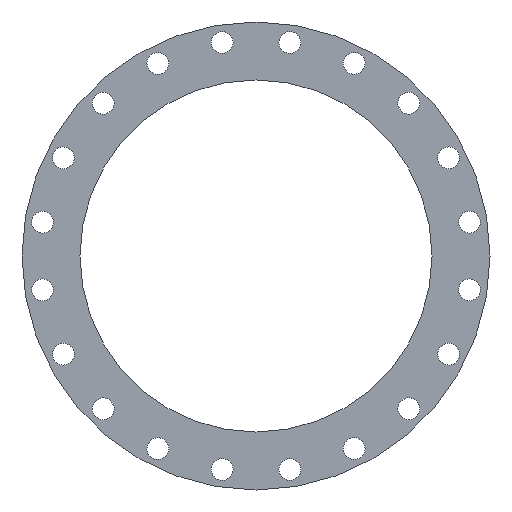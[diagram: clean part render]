
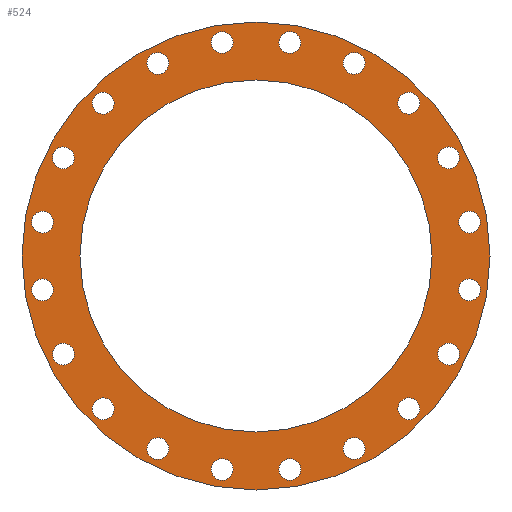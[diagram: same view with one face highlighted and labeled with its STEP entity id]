
A CAD part, front view. The second image highlights one B-rep face of the part: STEP entity #524.
In plain terms, the highlighted planar face has unit normal (0, -1, 0).
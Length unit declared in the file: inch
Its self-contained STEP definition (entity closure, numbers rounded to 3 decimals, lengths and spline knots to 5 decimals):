
#36=FACE_BOUND('',#128,.T.);
#37=FACE_BOUND('',#129,.T.);
#38=FACE_BOUND('',#130,.T.);
#39=FACE_BOUND('',#131,.T.);
#40=FACE_BOUND('',#132,.T.);
#41=FACE_BOUND('',#133,.T.);
#42=FACE_BOUND('',#134,.T.);
#43=FACE_BOUND('',#135,.T.);
#44=FACE_BOUND('',#136,.T.);
#45=FACE_BOUND('',#137,.T.);
#46=FACE_BOUND('',#138,.T.);
#47=FACE_BOUND('',#139,.T.);
#48=FACE_BOUND('',#140,.T.);
#49=FACE_BOUND('',#141,.T.);
#50=FACE_BOUND('',#142,.T.);
#51=FACE_BOUND('',#143,.T.);
#52=FACE_BOUND('',#144,.T.);
#53=FACE_BOUND('',#145,.T.);
#54=FACE_BOUND('',#146,.T.);
#55=FACE_BOUND('',#147,.T.);
#56=FACE_BOUND('',#148,.T.);
#58=PLANE('',#614);
#82=FACE_OUTER_BOUND('',#127,.T.);
#127=EDGE_LOOP('',(#457));
#128=EDGE_LOOP('',(#458));
#129=EDGE_LOOP('',(#459));
#130=EDGE_LOOP('',(#460));
#131=EDGE_LOOP('',(#461));
#132=EDGE_LOOP('',(#462));
#133=EDGE_LOOP('',(#463));
#134=EDGE_LOOP('',(#464));
#135=EDGE_LOOP('',(#465));
#136=EDGE_LOOP('',(#466));
#137=EDGE_LOOP('',(#467));
#138=EDGE_LOOP('',(#468));
#139=EDGE_LOOP('',(#469));
#140=EDGE_LOOP('',(#470));
#141=EDGE_LOOP('',(#471));
#142=EDGE_LOOP('',(#472));
#143=EDGE_LOOP('',(#473));
#144=EDGE_LOOP('',(#474));
#145=EDGE_LOOP('',(#475));
#146=EDGE_LOOP('',(#476));
#147=EDGE_LOOP('',(#477));
#148=EDGE_LOOP('',(#478));
#193=CIRCLE('',#548,0.6875);
#195=CIRCLE('',#551,0.6875);
#197=CIRCLE('',#554,0.6875);
#199=CIRCLE('',#557,0.6875);
#201=CIRCLE('',#560,0.6875);
#203=CIRCLE('',#563,0.6875);
#205=CIRCLE('',#566,0.6875);
#207=CIRCLE('',#569,0.6875);
#209=CIRCLE('',#572,0.6875);
#211=CIRCLE('',#575,0.6875);
#213=CIRCLE('',#578,0.6875);
#215=CIRCLE('',#581,0.6875);
#217=CIRCLE('',#584,0.6875);
#219=CIRCLE('',#587,0.6875);
#221=CIRCLE('',#590,0.6875);
#223=CIRCLE('',#593,0.6875);
#225=CIRCLE('',#596,0.6875);
#227=CIRCLE('',#599,0.6875);
#229=CIRCLE('',#602,0.6875);
#231=CIRCLE('',#605,0.6875);
#234=CIRCLE('',#609,11.095);
#236=CIRCLE('',#612,14.75);
#237=VERTEX_POINT('',#777);
#239=VERTEX_POINT('',#783);
#241=VERTEX_POINT('',#789);
#243=VERTEX_POINT('',#795);
#245=VERTEX_POINT('',#801);
#247=VERTEX_POINT('',#807);
#249=VERTEX_POINT('',#813);
#251=VERTEX_POINT('',#819);
#253=VERTEX_POINT('',#825);
#255=VERTEX_POINT('',#831);
#257=VERTEX_POINT('',#837);
#259=VERTEX_POINT('',#843);
#261=VERTEX_POINT('',#849);
#263=VERTEX_POINT('',#855);
#265=VERTEX_POINT('',#861);
#267=VERTEX_POINT('',#867);
#269=VERTEX_POINT('',#873);
#271=VERTEX_POINT('',#879);
#273=VERTEX_POINT('',#885);
#275=VERTEX_POINT('',#891);
#278=VERTEX_POINT('',#899);
#280=VERTEX_POINT('',#905);
#281=EDGE_CURVE('',#237,#237,#193,.T.);
#284=EDGE_CURVE('',#239,#239,#195,.T.);
#287=EDGE_CURVE('',#241,#241,#197,.T.);
#290=EDGE_CURVE('',#243,#243,#199,.T.);
#293=EDGE_CURVE('',#245,#245,#201,.T.);
#296=EDGE_CURVE('',#247,#247,#203,.T.);
#299=EDGE_CURVE('',#249,#249,#205,.T.);
#302=EDGE_CURVE('',#251,#251,#207,.T.);
#305=EDGE_CURVE('',#253,#253,#209,.T.);
#308=EDGE_CURVE('',#255,#255,#211,.T.);
#311=EDGE_CURVE('',#257,#257,#213,.T.);
#314=EDGE_CURVE('',#259,#259,#215,.T.);
#317=EDGE_CURVE('',#261,#261,#217,.T.);
#320=EDGE_CURVE('',#263,#263,#219,.T.);
#323=EDGE_CURVE('',#265,#265,#221,.T.);
#326=EDGE_CURVE('',#267,#267,#223,.T.);
#329=EDGE_CURVE('',#269,#269,#225,.T.);
#332=EDGE_CURVE('',#271,#271,#227,.T.);
#335=EDGE_CURVE('',#273,#273,#229,.T.);
#338=EDGE_CURVE('',#275,#275,#231,.T.);
#343=EDGE_CURVE('',#278,#278,#234,.T.);
#346=EDGE_CURVE('',#280,#280,#236,.T.);
#457=ORIENTED_EDGE('',*,*,#346,.F.);
#458=ORIENTED_EDGE('',*,*,#281,.T.);
#459=ORIENTED_EDGE('',*,*,#284,.T.);
#460=ORIENTED_EDGE('',*,*,#287,.T.);
#461=ORIENTED_EDGE('',*,*,#290,.T.);
#462=ORIENTED_EDGE('',*,*,#293,.T.);
#463=ORIENTED_EDGE('',*,*,#296,.T.);
#464=ORIENTED_EDGE('',*,*,#299,.T.);
#465=ORIENTED_EDGE('',*,*,#302,.T.);
#466=ORIENTED_EDGE('',*,*,#305,.T.);
#467=ORIENTED_EDGE('',*,*,#308,.T.);
#468=ORIENTED_EDGE('',*,*,#311,.T.);
#469=ORIENTED_EDGE('',*,*,#314,.T.);
#470=ORIENTED_EDGE('',*,*,#317,.T.);
#471=ORIENTED_EDGE('',*,*,#320,.T.);
#472=ORIENTED_EDGE('',*,*,#323,.T.);
#473=ORIENTED_EDGE('',*,*,#326,.T.);
#474=ORIENTED_EDGE('',*,*,#329,.T.);
#475=ORIENTED_EDGE('',*,*,#332,.T.);
#476=ORIENTED_EDGE('',*,*,#335,.T.);
#477=ORIENTED_EDGE('',*,*,#338,.T.);
#478=ORIENTED_EDGE('',*,*,#343,.F.);
#524=ADVANCED_FACE('',(#82,#36,#37,#38,#39,#40,#41,#42,#43,#44,#45,#46,
#47,#48,#49,#50,#51,#52,#53,#54,#55,#56),#58,.F.);
#548=AXIS2_PLACEMENT_3D('',#778,#619,#620);
#551=AXIS2_PLACEMENT_3D('',#784,#626,#627);
#554=AXIS2_PLACEMENT_3D('',#790,#633,#634);
#557=AXIS2_PLACEMENT_3D('',#796,#640,#641);
#560=AXIS2_PLACEMENT_3D('',#802,#647,#648);
#563=AXIS2_PLACEMENT_3D('',#808,#654,#655);
#566=AXIS2_PLACEMENT_3D('',#814,#661,#662);
#569=AXIS2_PLACEMENT_3D('',#820,#668,#669);
#572=AXIS2_PLACEMENT_3D('',#826,#675,#676);
#575=AXIS2_PLACEMENT_3D('',#832,#682,#683);
#578=AXIS2_PLACEMENT_3D('',#838,#689,#690);
#581=AXIS2_PLACEMENT_3D('',#844,#696,#697);
#584=AXIS2_PLACEMENT_3D('',#850,#703,#704);
#587=AXIS2_PLACEMENT_3D('',#856,#710,#711);
#590=AXIS2_PLACEMENT_3D('',#862,#717,#718);
#593=AXIS2_PLACEMENT_3D('',#868,#724,#725);
#596=AXIS2_PLACEMENT_3D('',#874,#731,#732);
#599=AXIS2_PLACEMENT_3D('',#880,#738,#739);
#602=AXIS2_PLACEMENT_3D('',#886,#745,#746);
#605=AXIS2_PLACEMENT_3D('',#892,#752,#753);
#609=AXIS2_PLACEMENT_3D('',#901,#762,#763);
#612=AXIS2_PLACEMENT_3D('',#907,#769,#770);
#614=AXIS2_PLACEMENT_3D('',#909,#773,#774);
#619=DIRECTION('center_axis',(0.,1.,0.));
#620=DIRECTION('ref_axis',(-0.951,0.,-0.309));
#626=DIRECTION('center_axis',(0.,1.,0.));
#627=DIRECTION('ref_axis',(-0.809,0.,-0.588));
#633=DIRECTION('center_axis',(0.,1.,0.));
#634=DIRECTION('ref_axis',(-0.588,0.,-0.809));
#640=DIRECTION('center_axis',(0.,1.,0.));
#641=DIRECTION('ref_axis',(-0.309,0.,-0.951));
#647=DIRECTION('center_axis',(0.,1.,0.));
#648=DIRECTION('ref_axis',(0.,0.,-1.));
#654=DIRECTION('center_axis',(0.,1.,0.));
#655=DIRECTION('ref_axis',(0.309,0.,-0.951));
#661=DIRECTION('center_axis',(0.,1.,0.));
#662=DIRECTION('ref_axis',(0.588,0.,-0.809));
#668=DIRECTION('center_axis',(0.,1.,0.));
#669=DIRECTION('ref_axis',(0.809,0.,-0.588));
#675=DIRECTION('center_axis',(0.,1.,0.));
#676=DIRECTION('ref_axis',(0.951,0.,-0.309));
#682=DIRECTION('center_axis',(0.,1.,0.));
#683=DIRECTION('ref_axis',(1.,0.,0.));
#689=DIRECTION('center_axis',(0.,1.,0.));
#690=DIRECTION('ref_axis',(0.951,0.,0.309));
#696=DIRECTION('center_axis',(0.,1.,0.));
#697=DIRECTION('ref_axis',(0.809,0.,0.588));
#703=DIRECTION('center_axis',(0.,1.,0.));
#704=DIRECTION('ref_axis',(0.588,0.,0.809));
#710=DIRECTION('center_axis',(0.,1.,0.));
#711=DIRECTION('ref_axis',(0.309,0.,0.951));
#717=DIRECTION('center_axis',(0.,1.,0.));
#718=DIRECTION('ref_axis',(0.,0.,1.));
#724=DIRECTION('center_axis',(0.,1.,0.));
#725=DIRECTION('ref_axis',(-0.309,0.,0.951));
#731=DIRECTION('center_axis',(0.,1.,0.));
#732=DIRECTION('ref_axis',(-0.588,0.,0.809));
#738=DIRECTION('center_axis',(0.,1.,0.));
#739=DIRECTION('ref_axis',(-0.809,0.,0.588));
#745=DIRECTION('center_axis',(0.,1.,0.));
#746=DIRECTION('ref_axis',(-0.951,0.,0.309));
#752=DIRECTION('center_axis',(0.,1.,0.));
#753=DIRECTION('ref_axis',(-1.,0.,0.));
#762=DIRECTION('center_axis',(0.,-1.,0.));
#763=DIRECTION('ref_axis',(1.,0.,0.));
#769=DIRECTION('center_axis',(0.,1.,0.));
#770=DIRECTION('ref_axis',(-1.,0.,0.));
#773=DIRECTION('center_axis',(0.,1.,0.));
#774=DIRECTION('ref_axis',(0.,0.,1.));
#777=CARTESIAN_POINT('',(6.83947,0.,-11.92751));
#778=CARTESIAN_POINT('Origin',(6.18562,0.,-12.13996));
#783=CARTESIAN_POINT('',(10.19053,0.,-9.23023));
#784=CARTESIAN_POINT('Origin',(9.63433,0.,-9.63433));
#789=CARTESIAN_POINT('',(12.54407,0.,-5.62942));
#790=CARTESIAN_POINT('Origin',(12.13996,0.,-6.18562));
#795=CARTESIAN_POINT('',(13.6697,0.,-1.47757));
#796=CARTESIAN_POINT('Origin',(13.45725,0.,-2.13142));
#801=CARTESIAN_POINT('',(13.45725,0.,2.81892));
#802=CARTESIAN_POINT('Origin',(13.45725,0.,2.13142));
#807=CARTESIAN_POINT('',(11.92751,0.,6.83947));
#808=CARTESIAN_POINT('Origin',(12.13996,0.,6.18562));
#813=CARTESIAN_POINT('',(9.23023,0.,10.19053));
#814=CARTESIAN_POINT('Origin',(9.63433,0.,9.63433));
#819=CARTESIAN_POINT('',(5.62942,0.,12.54407));
#820=CARTESIAN_POINT('Origin',(6.18562,0.,12.13996));
#825=CARTESIAN_POINT('',(1.47757,0.,13.6697));
#826=CARTESIAN_POINT('Origin',(2.13142,0.,13.45725));
#831=CARTESIAN_POINT('',(-2.81892,0.,13.45725));
#832=CARTESIAN_POINT('Origin',(-2.13142,0.,13.45725));
#837=CARTESIAN_POINT('',(-6.83947,0.,11.92751));
#838=CARTESIAN_POINT('Origin',(-6.18562,0.,12.13996));
#843=CARTESIAN_POINT('',(-10.19053,0.,9.23023));
#844=CARTESIAN_POINT('Origin',(-9.63433,0.,9.63433));
#849=CARTESIAN_POINT('',(-12.54407,0.,5.62942));
#850=CARTESIAN_POINT('Origin',(-12.13996,0.,6.18562));
#855=CARTESIAN_POINT('',(-13.6697,0.,1.47757));
#856=CARTESIAN_POINT('Origin',(-13.45725,0.,2.13142));
#861=CARTESIAN_POINT('',(-13.45725,0.,-2.81892));
#862=CARTESIAN_POINT('Origin',(-13.45725,0.,-2.13142));
#867=CARTESIAN_POINT('',(-11.92751,0.,-6.83947));
#868=CARTESIAN_POINT('Origin',(-12.13996,0.,-6.18562));
#873=CARTESIAN_POINT('',(-9.23023,0.,-10.19053));
#874=CARTESIAN_POINT('Origin',(-9.63433,0.,-9.63433));
#879=CARTESIAN_POINT('',(-5.62942,0.,-12.54407));
#880=CARTESIAN_POINT('Origin',(-6.18562,0.,-12.13996));
#885=CARTESIAN_POINT('',(-1.47757,0.,-13.6697));
#886=CARTESIAN_POINT('Origin',(-2.13142,0.,-13.45725));
#891=CARTESIAN_POINT('',(2.81892,0.,-13.45725));
#892=CARTESIAN_POINT('Origin',(2.13142,0.,-13.45725));
#899=CARTESIAN_POINT('',(-11.095,0.,0.));
#901=CARTESIAN_POINT('Origin',(0.,0.,0.));
#905=CARTESIAN_POINT('',(14.75,0.,0.));
#907=CARTESIAN_POINT('Origin',(0.,0.,0.));
#909=CARTESIAN_POINT('Origin',(0.,0.,0.));
